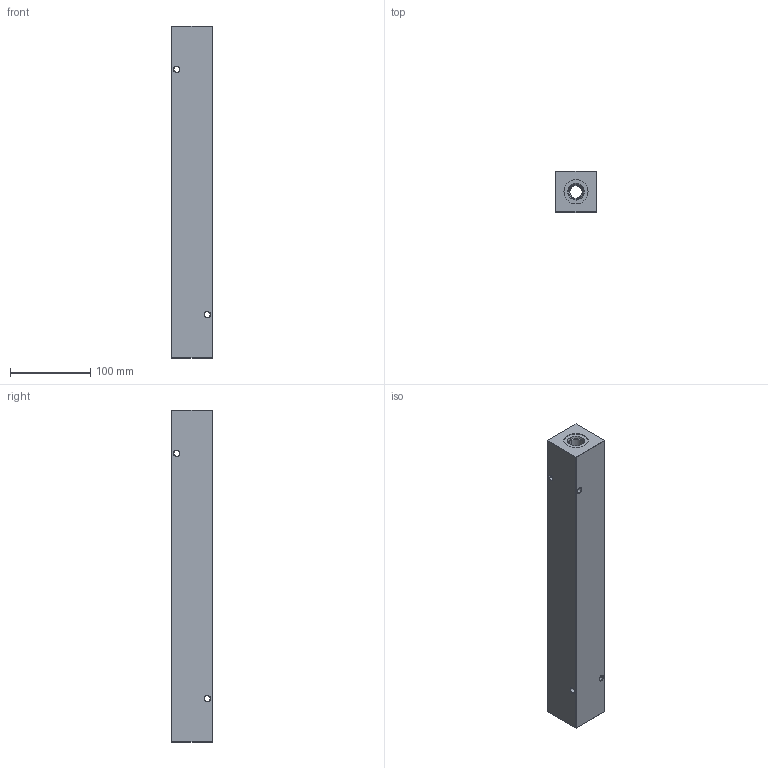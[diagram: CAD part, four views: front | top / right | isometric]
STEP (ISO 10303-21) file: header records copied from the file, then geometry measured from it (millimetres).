
FILE_DESCRIPTION (( 'STEP AP203' ), '1' );
FILE_NAME ('HM-8-0-S-8-8.STEP', '2020-10-01T12:53:37', ( '' ), ( '' ), 'SwSTEP 2.0', 'SolidWorks 2019', '' );
FILE_SCHEMA (( 'CONFIG_CONTROL_DESIGN' ));
Length unit declared in the file: inch
Products named in the file (1): HM-8-0-S-8-8
Bounding box: 50.8 x 50.8 x 412.75 mm (x, y, z)
Volume: 932652.1 mm3; surface area: 117751.8 mm2
Topology: 1 solids, 1 shells, 609 faces, 1596 edges, 1034 vertices
Faces by surface type: plane 224, bspline 219, cone 84, cylinder 82
Entity records: 29529 total; most frequent: CARTESIAN_POINT 16011, ORIENTED_EDGE 3192, DIRECTION 2042, EDGE_CURVE 1596, VERTEX_POINT 1034, VECTOR 832, LINE 832, EDGE_LOOP 684
